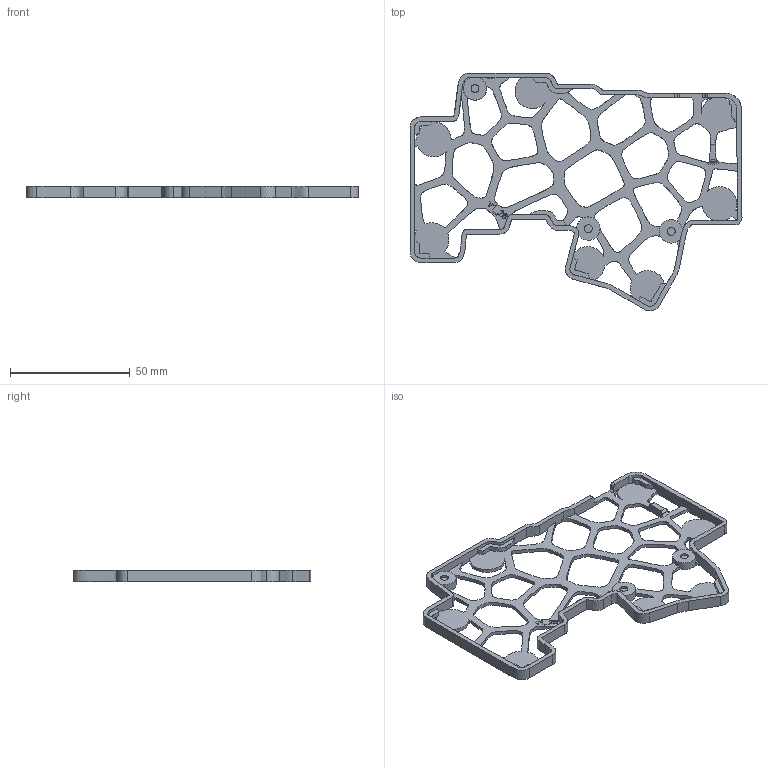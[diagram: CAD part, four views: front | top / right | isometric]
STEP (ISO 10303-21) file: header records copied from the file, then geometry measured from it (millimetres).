
FILE_DESCRIPTION(/* description */ (''),/* implementation_level */ '2;1');
FILE_NAME(/* name */ 'dilemma_nuts v27.step',/* time_stamp */ '2022-08-10T12:32:30+02:00',/* author */ (''),/* organization */ (''),/* preprocessor_version */ 'ST-DEVELOPER v19',/* originating_system */ 'Autodesk Translation Framework v11.7.0.108',/* authorisation */ '');
FILE_SCHEMA (('AUTOMOTIVE_DESIGN { 1 0 10303 214 3 1 1 }'));
Length unit declared in the file: millimetre
Products named in the file (1): dilemma_nuts
Bounding box: 138.34 x 99.13 x 4.9 mm (x, y, z)
Volume: 9475.6 mm3; surface area: 15612.5 mm2
Topology: 1 solids, 1 shells, 409 faces, 1274 edges, 856 vertices
Faces by surface type: bspline 238, plane 114, cylinder 53, torus 4
Full cylindrical faces by diameter (mm): 3.3 x3, 10.5 x7
Entity records: 17145 total; most frequent: CARTESIAN_POINT 7671, ORIENTED_EDGE 2548, EDGE_CURVE 1274, DIRECTION 1156, VERTEX_POINT 856, LINE 552, VECTOR 552, EDGE_LOOP 474
